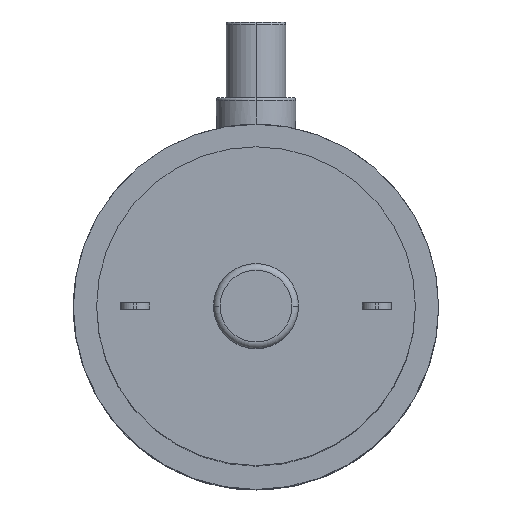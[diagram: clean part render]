
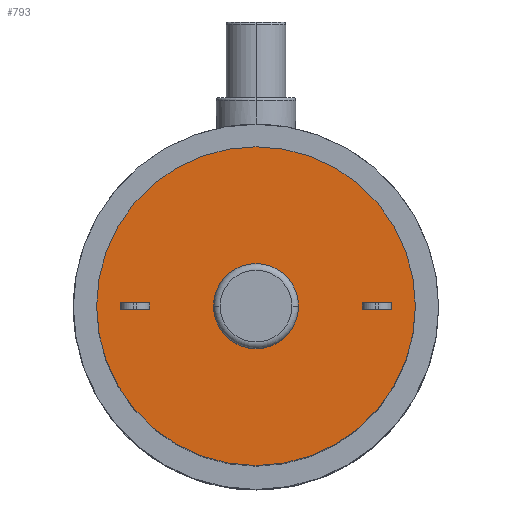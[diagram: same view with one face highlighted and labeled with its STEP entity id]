
A CAD part, top view. The second image highlights one B-rep face of the part: STEP entity #793.
In plain terms, the highlighted planar face has unit normal (0, 0, 1).
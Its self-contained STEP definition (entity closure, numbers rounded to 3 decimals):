
#214 = DIRECTION ( 'NONE',  ( -1., 0., 0. ) ) ;
#264 = VERTEX_POINT ( 'NONE', #730 ) ;
#299 = DIRECTION ( 'NONE',  ( 0., -1., 0. ) ) ;
#300 = CARTESIAN_POINT ( 'NONE',  ( 3.2, 0., 50.3 ) ) ;
#301 = DIRECTION ( 'NONE',  ( 0., 0., 1. ) ) ;
#332 = CARTESIAN_POINT ( 'NONE',  ( -10.2, 0.25, 50.3 ) ) ;
#385 = ORIENTED_EDGE ( 'NONE', *, *, #932, .T. ) ;
#465 = LINE ( 'NONE', #1358, #1088 ) ;
#494 = VERTEX_POINT ( 'NONE', #2819 ) ;
#504 = CARTESIAN_POINT ( 'NONE',  ( 0., 0., 50.3 ) ) ;
#512 = EDGE_CURVE ( 'NONE', #3102, #3184, #1215, .T. ) ;
#564 = AXIS2_PLACEMENT_3D ( 'NONE', #2798, #1219, #3070 ) ;
#597 = CARTESIAN_POINT ( 'NONE',  ( 10.2, -0.25, 50.3 ) ) ;
#629 = CIRCLE ( 'NONE', #564, 3.2 ) ;
#637 = EDGE_CURVE ( 'NONE', #1329, #2114, #465, .T. ) ;
#670 = LINE ( 'NONE', #1537, #2597 ) ;
#679 = CARTESIAN_POINT ( 'NONE',  ( 8., -0.25, 50.3 ) ) ;
#690 = CARTESIAN_POINT ( 'NONE',  ( 8., 0.25, 50.3 ) ) ;
#720 = CARTESIAN_POINT ( 'NONE',  ( -8., -0.25, 50.3 ) ) ;
#730 = CARTESIAN_POINT ( 'NONE',  ( -3.2, 0., 50.3 ) ) ;
#733 = CARTESIAN_POINT ( 'NONE',  ( -8., 0.25, 50.3 ) ) ;
#754 = ORIENTED_EDGE ( 'NONE', *, *, #2880, .F. ) ;
#764 = PLANE ( 'NONE',  #3241 ) ;
#768 = CIRCLE ( 'NONE', #987, 12. ) ;
#773 = CARTESIAN_POINT ( 'NONE',  ( 10.2, 0.25, 50.3 ) ) ;
#774 = DIRECTION ( 'NONE',  ( 1., 0., 0. ) ) ;
#793 = ADVANCED_FACE ( 'NONE', ( #1599, #973, #2920, #2213 ), #764, .T. ) ;
#820 = CARTESIAN_POINT ( 'NONE',  ( -8., 0.25, 50.3 ) ) ;
#832 = EDGE_LOOP ( 'NONE', ( #754, #3329, #1474, #1194 ) ) ;
#849 = ORIENTED_EDGE ( 'NONE', *, *, #1198, .T. ) ;
#903 = ORIENTED_EDGE ( 'NONE', *, *, #2415, .F. ) ;
#908 = ORIENTED_EDGE ( 'NONE', *, *, #1177, .T. ) ;
#914 = CIRCLE ( 'NONE', #2982, 12. ) ;
#932 = EDGE_CURVE ( 'NONE', #2905, #1280, #768, .T. ) ;
#973 = FACE_BOUND ( 'NONE', #2087, .T. ) ;
#987 = AXIS2_PLACEMENT_3D ( 'NONE', #1897, #301, #2167 ) ;
#1003 = EDGE_LOOP ( 'NONE', ( #1339, #908, #3199, #849 ) ) ;
#1062 = EDGE_CURVE ( 'NONE', #2229, #264, #629, .T. ) ;
#1066 = VERTEX_POINT ( 'NONE', #690 ) ;
#1087 = DIRECTION ( 'NONE',  ( 0., 0., 1. ) ) ;
#1088 = VECTOR ( 'NONE', #299, 1000. ) ;
#1148 = EDGE_CURVE ( 'NONE', #1066, #3268, #2767, .T. ) ;
#1177 = EDGE_CURVE ( 'NONE', #494, #1329, #2683, .T. ) ;
#1194 = ORIENTED_EDGE ( 'NONE', *, *, #1148, .F. ) ;
#1198 = EDGE_CURVE ( 'NONE', #2114, #1499, #670, .T. ) ;
#1215 = LINE ( 'NONE', #773, #3411 ) ;
#1219 = DIRECTION ( 'NONE',  ( 0., 0., 1. ) ) ;
#1253 = CARTESIAN_POINT ( 'NONE',  ( 8., 0.25, 50.3 ) ) ;
#1280 = VERTEX_POINT ( 'NONE', #1571 ) ;
#1292 = VECTOR ( 'NONE', #3370, 1000. ) ;
#1329 = VERTEX_POINT ( 'NONE', #820 ) ;
#1339 = ORIENTED_EDGE ( 'NONE', *, *, #2310, .T. ) ;
#1351 = EDGE_CURVE ( 'NONE', #1280, #2905, #914, .T. ) ;
#1353 = LINE ( 'NONE', #332, #2841 ) ;
#1358 = CARTESIAN_POINT ( 'NONE',  ( -8., 0.25, 50.3 ) ) ;
#1437 = VECTOR ( 'NONE', #1780, 1000. ) ;
#1474 = ORIENTED_EDGE ( 'NONE', *, *, #2453, .F. ) ;
#1499 = VERTEX_POINT ( 'NONE', #1734 ) ;
#1518 = CARTESIAN_POINT ( 'NONE',  ( -12., 0., 50.3 ) ) ;
#1527 = DIRECTION ( 'NONE',  ( 0., -1., 0. ) ) ;
#1537 = CARTESIAN_POINT ( 'NONE',  ( -8., -0.25, 50.3 ) ) ;
#1560 = DIRECTION ( 'NONE',  ( 0., 0., 1. ) ) ;
#1571 = CARTESIAN_POINT ( 'NONE',  ( 12., 0., 50.3 ) ) ;
#1599 = FACE_BOUND ( 'NONE', #1003, .T. ) ;
#1727 = ORIENTED_EDGE ( 'NONE', *, *, #1351, .T. ) ;
#1734 = CARTESIAN_POINT ( 'NONE',  ( -10.2, -0.25, 50.3 ) ) ;
#1780 = DIRECTION ( 'NONE',  ( -1., 0., 0. ) ) ;
#1897 = CARTESIAN_POINT ( 'NONE',  ( 0., 0., 50.3 ) ) ;
#1928 = DIRECTION ( 'NONE',  ( 0., 1., 0. ) ) ;
#1940 = DIRECTION ( 'NONE',  ( 1., 0., 0. ) ) ;
#2058 = CIRCLE ( 'NONE', #3169, 3.2 ) ;
#2087 = EDGE_LOOP ( 'NONE', ( #903, #2636 ) ) ;
#2114 = VERTEX_POINT ( 'NONE', #720 ) ;
#2167 = DIRECTION ( 'NONE',  ( 1., 0., 0. ) ) ;
#2213 = FACE_BOUND ( 'NONE', #832, .T. ) ;
#2222 = VECTOR ( 'NONE', #2886, 1000. ) ;
#2229 = VERTEX_POINT ( 'NONE', #300 ) ;
#2310 = EDGE_CURVE ( 'NONE', #1499, #494, #1353, .T. ) ;
#2338 = CARTESIAN_POINT ( 'NONE',  ( 0., 0., 50.3 ) ) ;
#2353 = DIRECTION ( 'NONE',  ( 0., 0., 1. ) ) ;
#2415 = EDGE_CURVE ( 'NONE', #264, #2229, #2058, .T. ) ;
#2453 = EDGE_CURVE ( 'NONE', #3268, #3102, #2836, .T. ) ;
#2485 = CARTESIAN_POINT ( 'NONE',  ( 10.2, 0.25, 50.3 ) ) ;
#2597 = VECTOR ( 'NONE', #214, 1000. ) ;
#2604 = DIRECTION ( 'NONE',  ( 0., 1., 0. ) ) ;
#2636 = ORIENTED_EDGE ( 'NONE', *, *, #1062, .F. ) ;
#2661 = CARTESIAN_POINT ( 'NONE',  ( 0., 0., 50.3 ) ) ;
#2683 = LINE ( 'NONE', #733, #1292 ) ;
#2767 = LINE ( 'NONE', #1253, #2862 ) ;
#2798 = CARTESIAN_POINT ( 'NONE',  ( 0., 0., 50.3 ) ) ;
#2819 = CARTESIAN_POINT ( 'NONE',  ( -10.2, 0.25, 50.3 ) ) ;
#2836 = LINE ( 'NONE', #3422, #2222 ) ;
#2841 = VECTOR ( 'NONE', #1928, 1000. ) ;
#2862 = VECTOR ( 'NONE', #1527, 1000. ) ;
#2880 = EDGE_CURVE ( 'NONE', #3184, #1066, #3384, .T. ) ;
#2886 = DIRECTION ( 'NONE',  ( 1., 0., 0. ) ) ;
#2905 = VERTEX_POINT ( 'NONE', #1518 ) ;
#2920 = FACE_OUTER_BOUND ( 'NONE', #3245, .T. ) ;
#2982 = AXIS2_PLACEMENT_3D ( 'NONE', #2661, #1087, #1940 ) ;
#3070 = DIRECTION ( 'NONE',  ( 1., 0., 0. ) ) ;
#3102 = VERTEX_POINT ( 'NONE', #597 ) ;
#3169 = AXIS2_PLACEMENT_3D ( 'NONE', #504, #2353, #774 ) ;
#3184 = VERTEX_POINT ( 'NONE', #2485 ) ;
#3199 = ORIENTED_EDGE ( 'NONE', *, *, #637, .T. ) ;
#3241 = AXIS2_PLACEMENT_3D ( 'NONE', #2338, #1560, #3407 ) ;
#3245 = EDGE_LOOP ( 'NONE', ( #385, #1727 ) ) ;
#3268 = VERTEX_POINT ( 'NONE', #679 ) ;
#3329 = ORIENTED_EDGE ( 'NONE', *, *, #512, .F. ) ;
#3359 = CARTESIAN_POINT ( 'NONE',  ( 8., 0.25, 50.3 ) ) ;
#3370 = DIRECTION ( 'NONE',  ( 1., 0., 0. ) ) ;
#3384 = LINE ( 'NONE', #3359, #1437 ) ;
#3407 = DIRECTION ( 'NONE',  ( 1., 0., 0. ) ) ;
#3411 = VECTOR ( 'NONE', #2604, 1000. ) ;
#3422 = CARTESIAN_POINT ( 'NONE',  ( 8., -0.25, 50.3 ) ) ;
